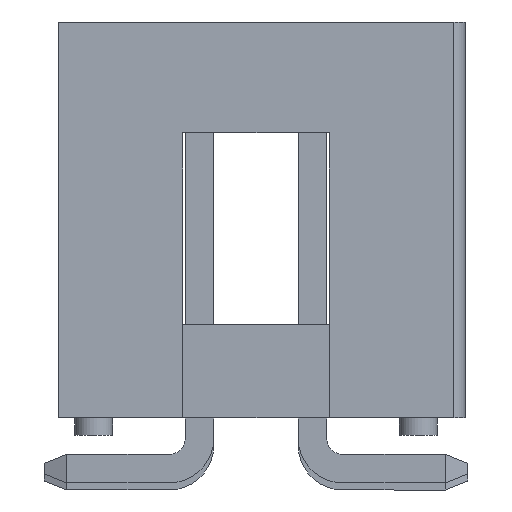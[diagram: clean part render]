
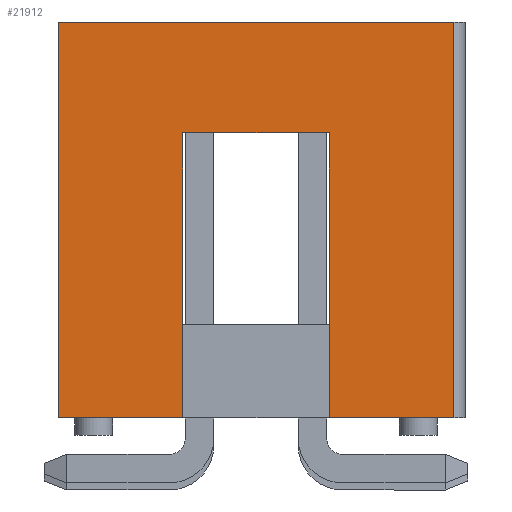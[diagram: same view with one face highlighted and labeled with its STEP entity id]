
A CAD part, front view. The second image highlights one B-rep face of the part: STEP entity #21912.
In plain terms, the highlighted face is planar.
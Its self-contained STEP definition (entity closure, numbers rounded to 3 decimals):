
#2906=ORIENTED_EDGE('',*,*,#5949,.T.);
#2907=ORIENTED_EDGE('',*,*,#5950,.F.);
#2908=ORIENTED_EDGE('',*,*,#5951,.T.);
#2909=ORIENTED_EDGE('',*,*,#5952,.T.);
#2910=ORIENTED_EDGE('',*,*,#5953,.T.);
#2911=ORIENTED_EDGE('',*,*,#5954,.F.);
#2912=ORIENTED_EDGE('',*,*,#5948,.F.);
#2913=ORIENTED_EDGE('',*,*,#5955,.T.);
#5948=EDGE_CURVE('',#7539,#7536,#9235,.T.);
#5949=EDGE_CURVE('',#7540,#7541,#9236,.T.);
#5950=EDGE_CURVE('',#7542,#7541,#9237,.T.);
#5951=EDGE_CURVE('',#7542,#7543,#9238,.T.);
#5952=EDGE_CURVE('',#7543,#7544,#9239,.T.);
#5953=EDGE_CURVE('',#7544,#7545,#9240,.T.);
#5954=EDGE_CURVE('',#7536,#7545,#9241,.T.);
#5955=EDGE_CURVE('',#7539,#7540,#9242,.T.);
#7536=VERTEX_POINT('',#30339);
#7539=VERTEX_POINT('',#30348);
#7540=VERTEX_POINT('',#30352);
#7541=VERTEX_POINT('',#30353);
#7542=VERTEX_POINT('',#30355);
#7543=VERTEX_POINT('',#30357);
#7544=VERTEX_POINT('',#30359);
#7545=VERTEX_POINT('',#30361);
#9235=LINE('',#30349,#11226);
#9236=LINE('',#30351,#11227);
#9237=LINE('',#30354,#11228);
#9238=LINE('',#30356,#11229);
#9239=LINE('',#30358,#11230);
#9240=LINE('',#30360,#11231);
#9241=LINE('',#30362,#11232);
#9242=LINE('',#30363,#11233);
#11226=VECTOR('',#26087,1000.);
#11227=VECTOR('',#26090,1000.);
#11228=VECTOR('',#26091,1000.);
#11229=VECTOR('',#26092,1000.);
#11230=VECTOR('',#26093,1000.);
#11231=VECTOR('',#26094,1000.);
#11232=VECTOR('',#26095,1000.);
#11233=VECTOR('',#26096,1000.);
#12562=EDGE_LOOP('',(#2906,#2907,#2908,#2909,#2910,#2911,#2912,#2913));
#13569=FACE_BOUND('',#12562,.T.);
#14496=PLANE('',#22996);
#21912=ADVANCED_FACE('',(#13569),#14496,.T.);
#22996=AXIS2_PLACEMENT_3D('',#30350,#26088,#26089);
#26087=DIRECTION('',(0.,1.,0.));
#26088=DIRECTION('',(1.,0.,0.));
#26089=DIRECTION('',(0.,0.,-1.));
#26090=DIRECTION('',(0.,1.,0.));
#26091=DIRECTION('',(0.,0.,-1.));
#26092=DIRECTION('',(0.,1.,0.));
#26093=DIRECTION('',(0.,0.,-1.));
#26094=DIRECTION('',(0.,1.,0.));
#26095=DIRECTION('',(0.,0.,-1.));
#26096=DIRECTION('',(0.,0.,-1.));
#30339=CARTESIAN_POINT('',(25.4,4.445,4.445));
#30348=CARTESIAN_POINT('',(25.4,-4.445,4.445));
#30349=CARTESIAN_POINT('',(25.4,-4.445,4.445));
#30350=CARTESIAN_POINT('',(25.4,-4.445,4.445));
#30351=CARTESIAN_POINT('',(25.4,-4.445,-4.445));
#30352=CARTESIAN_POINT('',(25.4,-4.445,-4.445));
#30353=CARTESIAN_POINT('',(25.4,-1.65,-4.445));
#30354=CARTESIAN_POINT('',(25.4,-1.65,1.955));
#30355=CARTESIAN_POINT('',(25.4,-1.65,1.955));
#30356=CARTESIAN_POINT('',(25.4,-1.65,1.955));
#30357=CARTESIAN_POINT('',(25.4,1.65,1.955));
#30358=CARTESIAN_POINT('',(25.4,1.65,1.955));
#30359=CARTESIAN_POINT('',(25.4,1.65,-4.445));
#30360=CARTESIAN_POINT('',(25.4,-4.445,-4.445));
#30361=CARTESIAN_POINT('',(25.4,4.445,-4.445));
#30362=CARTESIAN_POINT('',(25.4,4.445,4.445));
#30363=CARTESIAN_POINT('',(25.4,-4.445,4.445));
